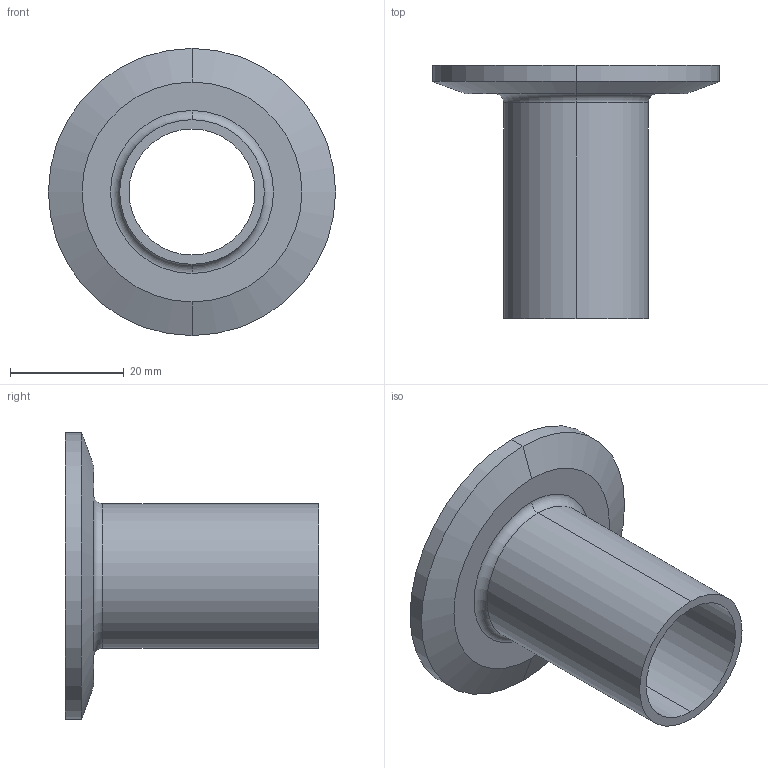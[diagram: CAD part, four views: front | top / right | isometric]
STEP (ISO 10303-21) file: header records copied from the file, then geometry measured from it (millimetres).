
FILE_DESCRIPTION (( 'STEP AP214' ), '1' );
FILE_NAME ('DT22 25.4 B(A).STEP', '2014-02-12T08:15:58', ( '' ), ( '' ), 'SwSTEP 2.0', 'SolidWorks 2013', '' );
FILE_SCHEMA (( 'AUTOMOTIVE_DESIGN' ));
Length unit declared in the file: millimetre
Products named in the file (1): DT22 25.4 B(A)
Bounding box: 50.4 x 44.5 x 50.4 mm (x, y, z)
Volume: 11559.3 mm3; surface area: 10110.5 mm2
Topology: 1 solids, 1 shells, 26 faces, 52 edges, 30 vertices
Faces by surface type: torus 10, cone 6, cylinder 6, plane 4
Entity records: 722 total; most frequent: DIRECTION 146, CARTESIAN_POINT 109, ORIENTED_EDGE 104, AXIS2_PLACEMENT_3D 67, EDGE_CURVE 52, CIRCLE 40, VERTEX_POINT 30, EDGE_LOOP 30
